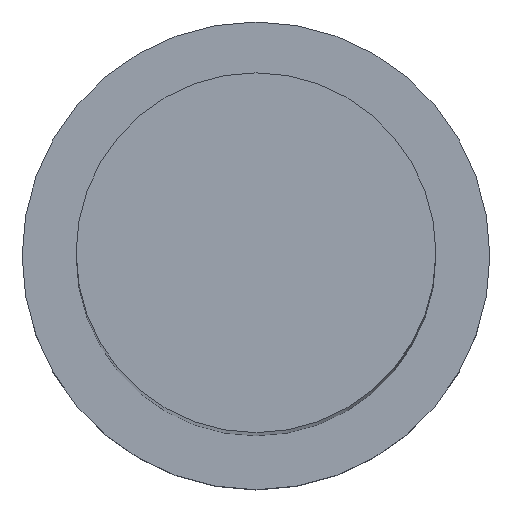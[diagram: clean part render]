
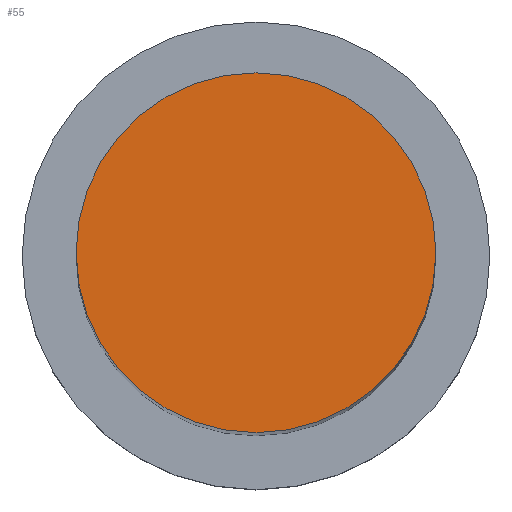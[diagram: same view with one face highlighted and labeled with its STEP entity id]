
A CAD part, top view. The second image highlights one B-rep face of the part: STEP entity #55.
In plain terms, the highlighted planar face has unit normal (0, 0, 1).
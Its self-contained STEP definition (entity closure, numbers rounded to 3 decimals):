
#1 = AXIS2_PLACEMENT_3D ( 'NONE', #80, #196, #57 ) ;
#14 = PLANE ( 'NONE',  #67 ) ;
#21 = DIRECTION ( 'NONE',  ( 0., 0., 1. ) ) ;
#31 = ORIENTED_EDGE ( 'NONE', *, *, #205, .T. ) ;
#48 = AXIS2_PLACEMENT_3D ( 'NONE', #101, #214, #97 ) ;
#53 = EDGE_LOOP ( 'NONE', ( #31, #75 ) ) ;
#55 = ADVANCED_FACE ( 'NONE', ( #230 ), #14, .T. ) ;
#57 = DIRECTION ( 'NONE',  ( 1., 0., 0. ) ) ;
#62 = CARTESIAN_POINT ( 'NONE',  ( 0., 0., 108. ) ) ;
#67 = AXIS2_PLACEMENT_3D ( 'NONE', #62, #21, #159 ) ;
#68 = CIRCLE ( 'NONE', #48, 10. ) ;
#75 = ORIENTED_EDGE ( 'NONE', *, *, #204, .T. ) ;
#80 = CARTESIAN_POINT ( 'NONE',  ( 0., 0., 108. ) ) ;
#82 = CARTESIAN_POINT ( 'NONE',  ( -10., 0., 108. ) ) ;
#85 = CIRCLE ( 'NONE', #1, 10. ) ;
#97 = DIRECTION ( 'NONE',  ( 1., 0., 0. ) ) ;
#101 = CARTESIAN_POINT ( 'NONE',  ( 0., 0., 108. ) ) ;
#150 = VERTEX_POINT ( 'NONE', #82 ) ;
#151 = VERTEX_POINT ( 'NONE', #250 ) ;
#159 = DIRECTION ( 'NONE',  ( 1., 0., 0. ) ) ;
#196 = DIRECTION ( 'NONE',  ( 0., 0., 1. ) ) ;
#204 = EDGE_CURVE ( 'NONE', #151, #150, #85, .T. ) ;
#205 = EDGE_CURVE ( 'NONE', #150, #151, #68, .T. ) ;
#214 = DIRECTION ( 'NONE',  ( 0., 0., 1. ) ) ;
#230 = FACE_OUTER_BOUND ( 'NONE', #53, .T. ) ;
#250 = CARTESIAN_POINT ( 'NONE',  ( 10., 0., 108. ) ) ;
